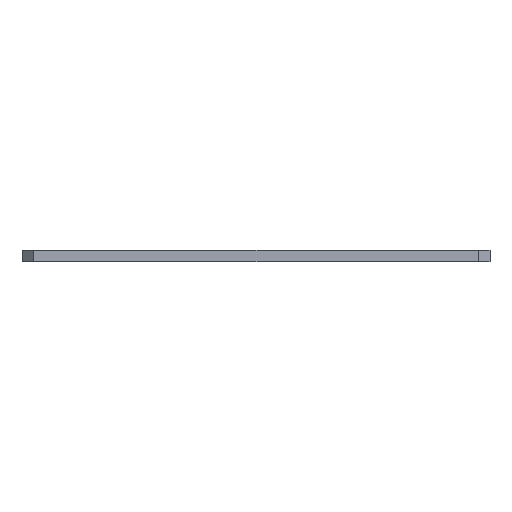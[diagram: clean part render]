
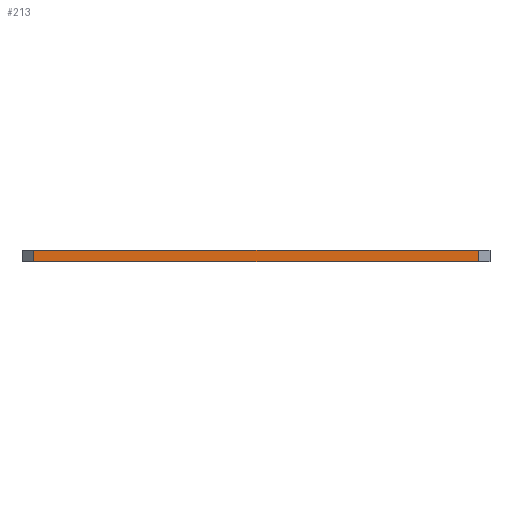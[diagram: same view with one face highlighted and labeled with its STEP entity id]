
A CAD part, front view. The second image highlights one B-rep face of the part: STEP entity #213.
In plain terms, the highlighted planar face has unit normal (0, -1, 0).
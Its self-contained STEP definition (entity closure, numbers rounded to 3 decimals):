
#3 = ORIENTED_EDGE ( 'NONE', *, *, #441, .T. ) ;
#34 = DIRECTION ( 'NONE',  ( 0., 0., -1. ) ) ;
#39 = DIRECTION ( 'NONE',  ( 0., 1., 0. ) ) ;
#41 = CARTESIAN_POINT ( 'NONE',  ( 0., -120., -2. ) ) ;
#72 = LINE ( 'NONE', #128, #555 ) ;
#84 = ORIENTED_EDGE ( 'NONE', *, *, #574, .T. ) ;
#85 = LINE ( 'NONE', #528, #92 ) ;
#92 = VECTOR ( 'NONE', #34, 1000. ) ;
#122 = LINE ( 'NONE', #551, #280 ) ;
#128 = CARTESIAN_POINT ( 'NONE',  ( 0., -120., 0. ) ) ;
#129 = AXIS2_PLACEMENT_3D ( 'NONE', #41, #39, #484 ) ;
#130 = DIRECTION ( 'NONE',  ( -1., 0., 0. ) ) ;
#181 = CARTESIAN_POINT ( 'NONE',  ( 0., -120., -2. ) ) ;
#211 = CARTESIAN_POINT ( 'NONE',  ( 78., -120., 0. ) ) ;
#213 = ADVANCED_FACE ( 'NONE', ( #729 ), #533, .F. ) ;
#221 = VERTEX_POINT ( 'NONE', #211 ) ;
#223 = ORIENTED_EDGE ( 'NONE', *, *, #495, .F. ) ;
#243 = VECTOR ( 'NONE', #130, 1000. ) ;
#246 = DIRECTION ( 'NONE',  ( -1., 0., 0. ) ) ;
#270 = VERTEX_POINT ( 'NONE', #494 ) ;
#280 = VECTOR ( 'NONE', #615, 1000. ) ;
#328 = CARTESIAN_POINT ( 'NONE',  ( 2., -120., -2. ) ) ;
#441 = EDGE_CURVE ( 'NONE', #221, #270, #72, .T. ) ;
#447 = EDGE_LOOP ( 'NONE', ( #223, #608, #3, #84 ) ) ;
#475 = VERTEX_POINT ( 'NONE', #522 ) ;
#484 = DIRECTION ( 'NONE',  ( 0., 0., 1. ) ) ;
#494 = CARTESIAN_POINT ( 'NONE',  ( 2., -120., 0. ) ) ;
#495 = EDGE_CURVE ( 'NONE', #475, #657, #690, .T. ) ;
#522 = CARTESIAN_POINT ( 'NONE',  ( 78., -120., -2. ) ) ;
#528 = CARTESIAN_POINT ( 'NONE',  ( 2., -120., -2. ) ) ;
#533 = PLANE ( 'NONE',  #129 ) ;
#551 = CARTESIAN_POINT ( 'NONE',  ( 78., -120., -2. ) ) ;
#555 = VECTOR ( 'NONE', #246, 1000. ) ;
#574 = EDGE_CURVE ( 'NONE', #270, #657, #85, .T. ) ;
#608 = ORIENTED_EDGE ( 'NONE', *, *, #715, .T. ) ;
#615 = DIRECTION ( 'NONE',  ( 0., 0., 1. ) ) ;
#657 = VERTEX_POINT ( 'NONE', #328 ) ;
#690 = LINE ( 'NONE', #181, #243 ) ;
#715 = EDGE_CURVE ( 'NONE', #475, #221, #122, .T. ) ;
#729 = FACE_OUTER_BOUND ( 'NONE', #447, .T. ) ;
